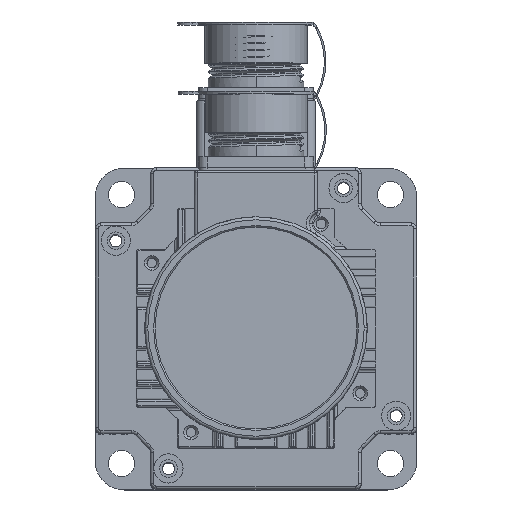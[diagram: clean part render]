
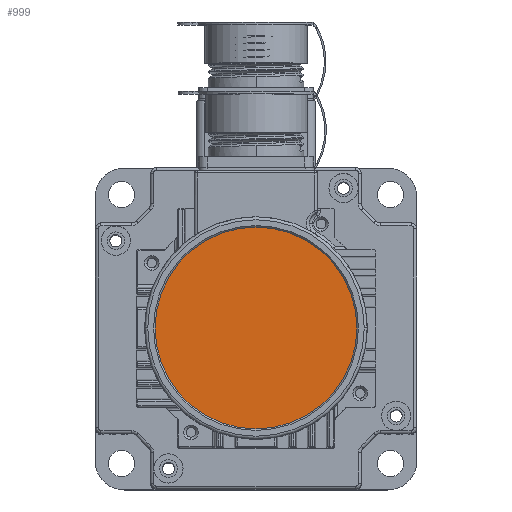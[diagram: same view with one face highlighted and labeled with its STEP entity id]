
A CAD part, top view. The second image highlights one B-rep face of the part: STEP entity #999.
In plain terms, the highlighted planar face has unit normal (0, 0, 1).
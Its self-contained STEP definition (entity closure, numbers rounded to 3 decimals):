
#327 = ORIENTED_EDGE ( 'NONE', *, *, #56973, .T. ) ;
#999 = ADVANCED_FACE ( 'NONE', ( #43864 ), #22914, .T. ) ;
#1024 = CARTESIAN_POINT ( 'NONE',  ( 0., 0., 50.5 ) ) ;
#6470 = DIRECTION ( 'NONE',  ( 1., 0., 0. ) ) ;
#6481 = ORIENTED_EDGE ( 'NONE', *, *, #65256, .T. ) ;
#9095 = CARTESIAN_POINT ( 'NONE',  ( 0., 0., 50.5 ) ) ;
#9676 = DIRECTION ( 'NONE',  ( 0., 0., 1. ) ) ;
#10640 = CARTESIAN_POINT ( 'NONE',  ( -34.5, 0., 50.5 ) ) ;
#22914 = PLANE ( 'NONE',  #57429 ) ;
#24697 = VERTEX_POINT ( 'NONE', #10640 ) ;
#25746 = DIRECTION ( 'NONE',  ( 0., 0., 1. ) ) ;
#27873 = CIRCLE ( 'NONE', #47590, 34.5 ) ;
#28827 = DIRECTION ( 'NONE',  ( 0., 0., 1. ) ) ;
#41758 = CARTESIAN_POINT ( 'NONE',  ( 0., 0., 50.5 ) ) ;
#43864 = FACE_OUTER_BOUND ( 'NONE', #63665, .T. ) ;
#47590 = AXIS2_PLACEMENT_3D ( 'NONE', #9095, #25746, #69434 ) ;
#56724 = AXIS2_PLACEMENT_3D ( 'NONE', #41758, #9676, #57678 ) ;
#56973 = EDGE_CURVE ( 'NONE', #24697, #59367, #65984, .T. ) ;
#57429 = AXIS2_PLACEMENT_3D ( 'NONE', #1024, #28827, #6470 ) ;
#57678 = DIRECTION ( 'NONE',  ( -1., 0., 0. ) ) ;
#59367 = VERTEX_POINT ( 'NONE', #62699 ) ;
#62699 = CARTESIAN_POINT ( 'NONE',  ( 34.5, 0., 50.5 ) ) ;
#63665 = EDGE_LOOP ( 'NONE', ( #327, #6481 ) ) ;
#65256 = EDGE_CURVE ( 'NONE', #59367, #24697, #27873, .T. ) ;
#65984 = CIRCLE ( 'NONE', #56724, 34.5 ) ;
#69434 = DIRECTION ( 'NONE',  ( 1., 0., 0. ) ) ;
